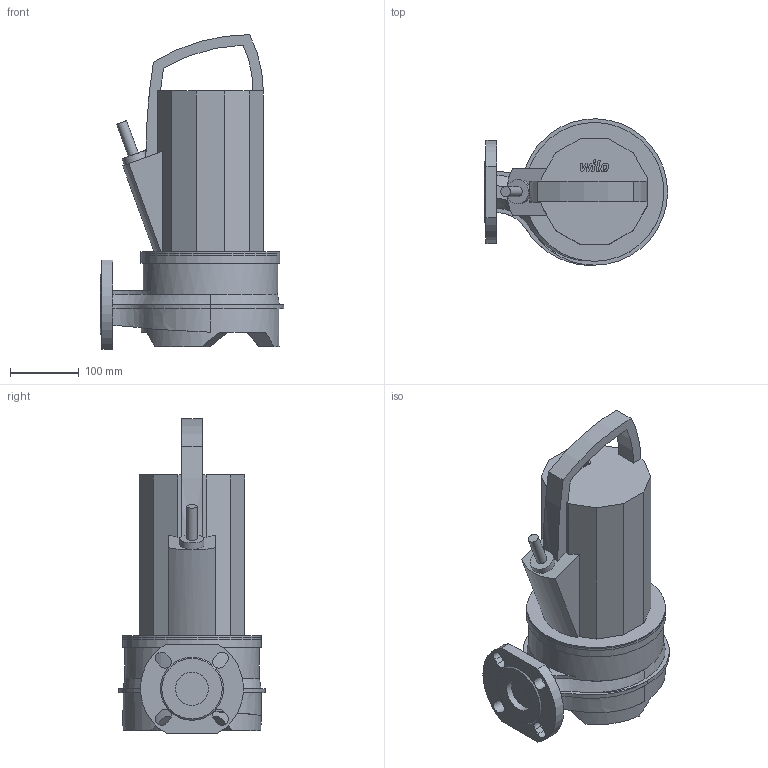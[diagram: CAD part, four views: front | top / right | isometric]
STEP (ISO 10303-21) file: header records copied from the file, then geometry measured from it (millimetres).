
FILE_DESCRIPTION(/* description */ (''),/* implementation_level */ '2;1');
FILE_NAME(/* name */ '3d_RexaCUTGE03.20_P-T15-2-540X-6075981.stp',/* time_stamp */ '2017-01-31T19:24:00+01:00',/* author */ ('Łukasz'),/* organization */ (''),/* preprocessor_version */ 'ST-DEVELOPER v16.1',/* originating_system */ 'AutoCAD Mechanical',/* authorisation */ '');
FILE_SCHEMA (('AUTOMOTIVE_DESIGN { 1 0 10303 214 3 1 1 }'));
Length unit declared in the file: millimetre
Products named in the file (1): Product
Bounding box: 266.49 x 212.99 x 458 mm (x, y, z)
Volume: 9379074.4 mm3; surface area: 475797 mm2
Topology: 8 solids, 8 shells, 177 faces, 476 edges, 312 vertices
Faces by surface type: plane 97, cylinder 39, bspline 38, cone 3
Full cylindrical faces by diameter (mm): 15 x1, 35 x1, 48.3 x2, 196 x1, 201 x1, 202 x2
Entity records: 7290 total; most frequent: CARTESIAN_POINT 2998, ORIENTED_EDGE 922, DIRECTION 786, EDGE_CURVE 461, VERTEX_POINT 307, LINE 268, VECTOR 268, AXIS2_PLACEMENT_3D 259
